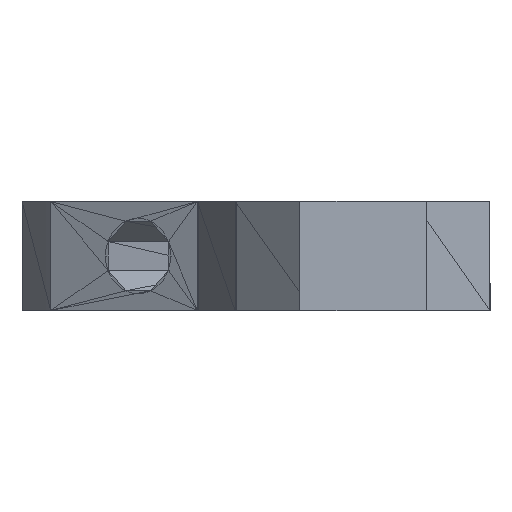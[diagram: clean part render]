
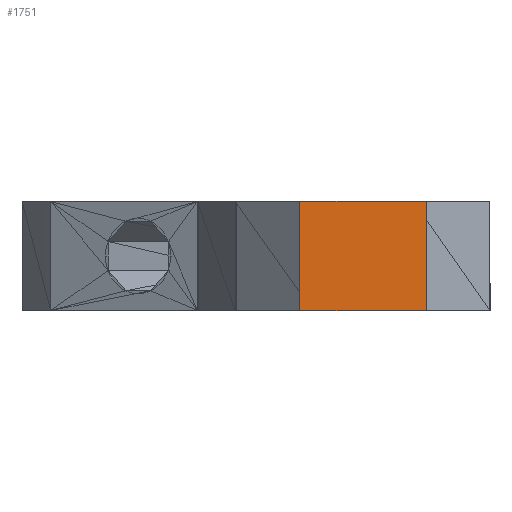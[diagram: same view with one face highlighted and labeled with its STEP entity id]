
A CAD part, front view. The second image highlights one B-rep face of the part: STEP entity #1751.
In plain terms, the highlighted planar face has unit normal (0, -1, 0).
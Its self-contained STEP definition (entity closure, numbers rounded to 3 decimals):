
#42 = VECTOR ( 'NONE', #951, 1000. ) ;
#98 = VECTOR ( 'NONE', #1075, 1000. ) ;
#214 = AXIS2_PLACEMENT_3D ( 'NONE', #2732, #2731, #2729 ) ;
#429 = VECTOR ( 'NONE', #2609, 1000. ) ;
#434 = VECTOR ( 'NONE', #2617, 1000. ) ;
#951 = DIRECTION ( 'NONE',  ( 1., 0., 0. ) ) ;
#952 = CARTESIAN_POINT ( 'NONE',  ( 32.851, -17., 0. ) ) ;
#1075 = DIRECTION ( 'NONE',  ( 1., 0., 0. ) ) ;
#1076 = CARTESIAN_POINT ( 'NONE',  ( 32.851, -17., 12.9 ) ) ;
#1288 = CARTESIAN_POINT ( 'NONE',  ( 47.851, -17., 12.9 ) ) ;
#1295 = CARTESIAN_POINT ( 'NONE',  ( 47.851, -17., 0. ) ) ;
#1307 = CARTESIAN_POINT ( 'NONE',  ( 32.851, -17., 12.9 ) ) ;
#1347 = CARTESIAN_POINT ( 'NONE',  ( 32.851, -17., 0. ) ) ;
#1564 = EDGE_CURVE ( 'NONE', #4773, #4764, #4979, .T. ) ;
#1566 = EDGE_CURVE ( 'NONE', #4755, #4761, #4982, .T. ) ;
#1751 = ADVANCED_FACE ( 'NONE', ( #5167 ), #2734, .F. ) ;
#1866 = EDGE_CURVE ( 'NONE', #4773, #4755, #5284, .T. ) ;
#2609 = DIRECTION ( 'NONE',  ( 0., 0., -1. ) ) ;
#2611 = CARTESIAN_POINT ( 'NONE',  ( 47.851, -17., 36.756 ) ) ;
#2617 = DIRECTION ( 'NONE',  ( 0., 0., -1. ) ) ;
#2619 = CARTESIAN_POINT ( 'NONE',  ( 32.851, -17., 36.756 ) ) ;
#2729 = DIRECTION ( 'NONE',  ( -1., 0., 0. ) ) ;
#2731 = DIRECTION ( 'NONE',  ( 0., 1., 0. ) ) ;
#2732 = CARTESIAN_POINT ( 'NONE',  ( 32.851, -17., 36.756 ) ) ;
#2734 = PLANE ( 'NONE',  #214 ) ;
#4168 = EDGE_CURVE ( 'NONE', #4764, #4761, #5348, .T. ) ;
#4316 = ORIENTED_EDGE ( 'NONE', *, *, #4168, .T. ) ;
#4320 = ORIENTED_EDGE ( 'NONE', *, *, #1564, .T. ) ;
#4324 = ORIENTED_EDGE ( 'NONE', *, *, #1866, .F. ) ;
#4325 = ORIENTED_EDGE ( 'NONE', *, *, #1566, .F. ) ;
#4355 = EDGE_LOOP ( 'NONE', ( #4324, #4320, #4316, #4325 ) ) ;
#4755 = VERTEX_POINT ( 'NONE', #1288 ) ;
#4761 = VERTEX_POINT ( 'NONE', #1295 ) ;
#4764 = VERTEX_POINT ( 'NONE', #1347 ) ;
#4773 = VERTEX_POINT ( 'NONE', #1307 ) ;
#4979 = LINE ( 'NONE', #2619, #434 ) ;
#4982 = LINE ( 'NONE', #2611, #429 ) ;
#5167 = FACE_OUTER_BOUND ( 'NONE', #4355, .T. ) ;
#5284 = LINE ( 'NONE', #1076, #98 ) ;
#5348 = LINE ( 'NONE', #952, #42 ) ;
